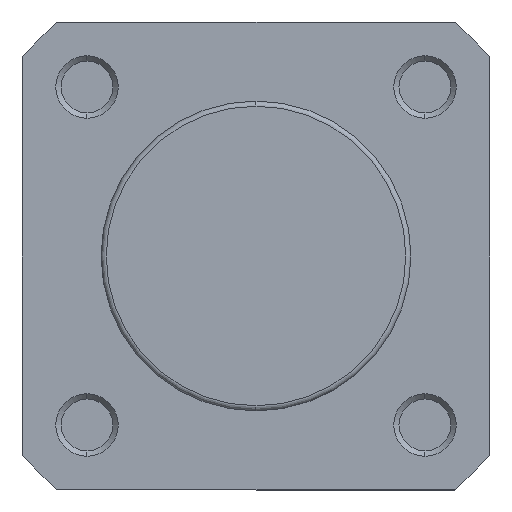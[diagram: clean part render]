
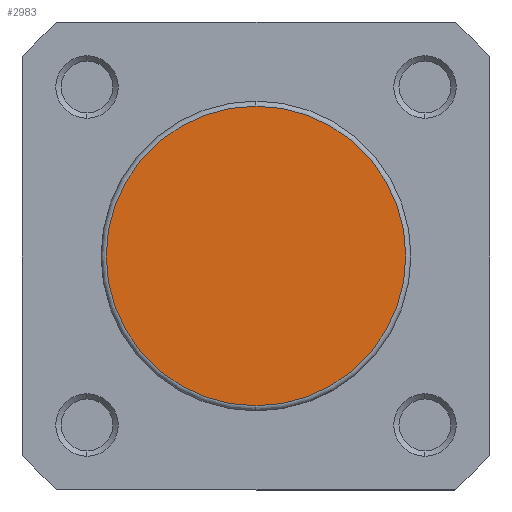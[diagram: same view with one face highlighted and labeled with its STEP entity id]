
A CAD part, left-side view. The second image highlights one B-rep face of the part: STEP entity #2983.
In plain terms, the highlighted planar face has unit normal (-1, 0, 0).
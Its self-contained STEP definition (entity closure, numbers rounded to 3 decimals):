
#99 = AXIS2_PLACEMENT_3D ( 'NONE', #3742, #3745, #3746 ) ;
#297 = AXIS2_PLACEMENT_3D ( 'NONE', #2153, #2167, #2168 ) ;
#349 = AXIS2_PLACEMENT_3D ( 'NONE', #2404, #2405, #2406 ) ;
#1122 = ORIENTED_EDGE ( 'NONE', *, *, #4483, .T. ) ;
#1123 = ORIENTED_EDGE ( 'NONE', *, *, #4389, .T. ) ;
#1411 = EDGE_LOOP ( 'NONE', ( #1122, #1123 ) ) ;
#2030 = CARTESIAN_POINT ( 'NONE',  ( 0., 0., 14.4 ) ) ;
#2047 = CARTESIAN_POINT ( 'NONE',  ( 0., 0., -14.4 ) ) ;
#2153 = CARTESIAN_POINT ( 'NONE',  ( 0., 0., 0. ) ) ;
#2167 = DIRECTION ( 'NONE',  ( -1., 0., 0. ) ) ;
#2168 = DIRECTION ( 'NONE',  ( 0., 0., 1. ) ) ;
#2404 = CARTESIAN_POINT ( 'NONE',  ( 0., 0., 0. ) ) ;
#2405 = DIRECTION ( 'NONE',  ( -1., 0., 0. ) ) ;
#2406 = DIRECTION ( 'NONE',  ( 0., 0., 1. ) ) ;
#2983 = ADVANCED_FACE ( 'NONE', ( #4704 ), #3743, .T. ) ;
#3376 = VERTEX_POINT ( 'NONE', #2030 ) ;
#3393 = VERTEX_POINT ( 'NONE', #2047 ) ;
#3742 = CARTESIAN_POINT ( 'NONE',  ( 0., -14.9, 0. ) ) ;
#3743 = PLANE ( 'NONE',  #99 ) ;
#3745 = DIRECTION ( 'NONE',  ( -1., 0., 0. ) ) ;
#3746 = DIRECTION ( 'NONE',  ( 0., 0., 1. ) ) ;
#4389 = EDGE_CURVE ( 'NONE', #3393, #3376, #5134, .T. ) ;
#4483 = EDGE_CURVE ( 'NONE', #3376, #3393, #5269, .T. ) ;
#4704 = FACE_OUTER_BOUND ( 'NONE', #1411, .T. ) ;
#5134 = CIRCLE ( 'NONE', #297, 14.4 ) ;
#5269 = CIRCLE ( 'NONE', #349, 14.4 ) ;
